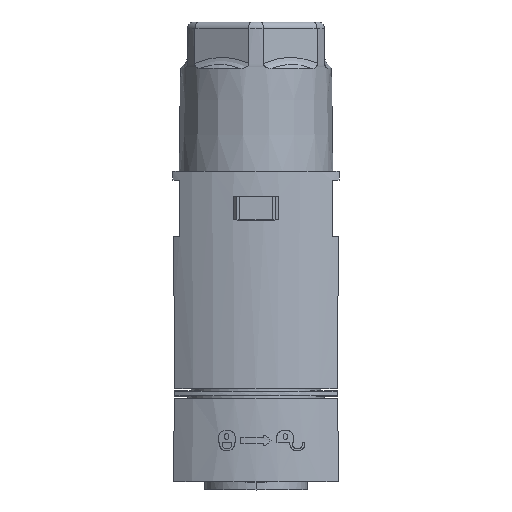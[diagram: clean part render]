
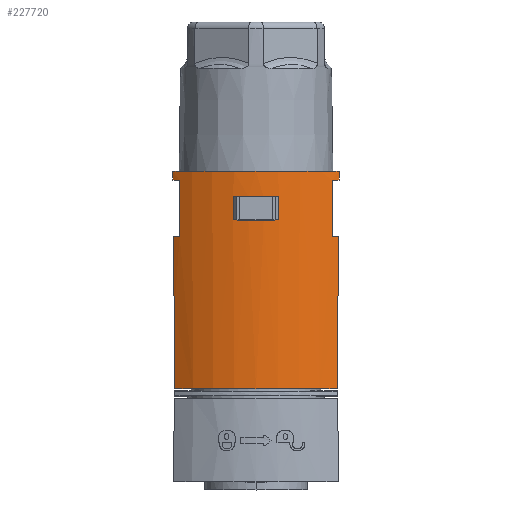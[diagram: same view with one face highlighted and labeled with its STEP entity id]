
A CAD part, front view. The second image highlights one B-rep face of the part: STEP entity #227720.
In plain terms, the highlighted cylindrical face has radius 27 mm (diameter 54 mm), a partial arc.
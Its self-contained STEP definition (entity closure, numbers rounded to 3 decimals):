
#216040=CARTESIAN_POINT('',(22.154,-0.346,
-8.1));
#216050=VERTEX_POINT('',#216040);
#226030=CARTESIAN_POINT('',(22.154,-5.8,
8.172));
#226040=VERTEX_POINT('',#226030);
#226070=CARTESIAN_POINT('',(22.154,-27.346,
-8.1));
#226080=DIRECTION('',(1.,0.,0.));
#226090=DIRECTION('',(0.,1.,
0.));
#226100=AXIS2_PLACEMENT_3D('',#226070,#226080,#226090);
#226110=CIRCLE('',#226100,27.);
#226120=EDGE_CURVE('',#216050,#226040,#226110,.T.);
#226240=CARTESIAN_POINT('',(-18.646,-27.346,
-8.1));
#226250=DIRECTION('',(-1.,0.,0.));
#226260=DIRECTION('',(0.,0.,-1.));
#226270=AXIS2_PLACEMENT_3D('',#226240,#226250,#226260);
#226280=CYLINDRICAL_SURFACE('',#226270,27.);
#226290=CARTESIAN_POINT('',(-1842.456,-27.346,
-8.1));
#226300=DIRECTION('',(0.009,0.,
1.));
#226310=DIRECTION('',(-1.,0.,
0.009));
#226320=AXIS2_PLACEMENT_3D('',#226290,#226300,#226310);
#226330=ELLIPSE('',#226320,3094.011,27.);
#226340=CARTESIAN_POINT('',(9.354,-5.716,
-24.26));
#226350=VERTEX_POINT('',#226340);
#226360=CARTESIAN_POINT('',(-20.496,-5.524,
-24.));
#226370=VERTEX_POINT('',#226360);
#226380=EDGE_CURVE('',#226350,#226370,#226330,.T.);
#226390=ORIENTED_EDGE('',*,*,#226380,.T.);
#226400=CARTESIAN_POINT('',(9.354,-27.346,
-8.1));
#226410=DIRECTION('',(1.,0.,0.));
#226420=DIRECTION('',(0.,0.801,
-0.599));
#226430=AXIS2_PLACEMENT_3D('',#226400,#226410,#226420);
#226440=CIRCLE('',#226430,27.);
#226450=CARTESIAN_POINT('',(9.354,-4.863,
-23.05));
#226460=VERTEX_POINT('',#226450);
#226470=EDGE_CURVE('',#226350,#226460,#226440,.T.);
#226480=ORIENTED_EDGE('',*,*,#226470,.F.);
#226490=CARTESIAN_POINT('',(20.354,-4.863,
-23.05));
#226500=DIRECTION('',(-1.,0.,0.));
#226510=VECTOR('',#226500,1.);
#226520=LINE('',#226490,#226510);
#226530=CARTESIAN_POINT('',(20.354,-4.863,
-23.05));
#226540=VERTEX_POINT('',#226530);
#226550=EDGE_CURVE('',#226540,#226460,#226520,.T.);
#226560=ORIENTED_EDGE('',*,*,#226550,.T.);
#226570=CARTESIAN_POINT('',(20.354,-27.346,
-8.1));
#226580=DIRECTION('',(-1.,0.,0.));
#226590=DIRECTION('',(0.,0.833,
-0.554));
#226600=AXIS2_PLACEMENT_3D('',#226570,#226580,#226590);
#226610=CIRCLE('',#226600,27.);
#226620=CARTESIAN_POINT('',(20.354,-5.788,
-24.356));
#226630=VERTEX_POINT('',#226620);
#226640=EDGE_CURVE('',#226540,#226630,#226610,.T.);
#226650=ORIENTED_EDGE('',*,*,#226640,.F.);
#226660=CARTESIAN_POINT('',(-1842.456,-27.346,
-8.1));
#226670=DIRECTION('',(0.009,0.,
1.));
#226680=DIRECTION('',(-1.,0.,
0.009));
#226690=AXIS2_PLACEMENT_3D('',#226660,#226670,#226680);
#226700=ELLIPSE('',#226690,3094.011,27.);
#226710=CARTESIAN_POINT('',(22.154,-5.8,
-24.372));
#226720=VERTEX_POINT('',#226710);
#226730=EDGE_CURVE('',#226720,#226630,#226700,.T.);
#226740=ORIENTED_EDGE('',*,*,#226730,.T.);
#226750=CARTESIAN_POINT('',(22.154,-27.346,
-8.1));
#226760=DIRECTION('',(1.,0.,0.));
#226770=DIRECTION('',(0.,0.798,
-0.603));
#226780=AXIS2_PLACEMENT_3D('',#226750,#226760,#226770);
#226790=CIRCLE('',#226780,27.);
#226800=EDGE_CURVE('',#226720,#216050,#226790,.T.);
#226810=ORIENTED_EDGE('',*,*,#226800,.F.);
#226820=ORIENTED_EDGE('',*,*,#226120,.F.);
#226830=CARTESIAN_POINT('',(-1842.456,-27.346,
-8.1));
#226840=DIRECTION('',(0.009,0.,
-1.));
#226850=DIRECTION('',(-1.,0.,
-0.009));
#226860=AXIS2_PLACEMENT_3D('',#226830,#226840,#226850);
#226870=ELLIPSE('',#226860,3094.011,27.);
#226880=CARTESIAN_POINT('',(20.354,-5.788,
8.157));
#226890=VERTEX_POINT('',#226880);
#226900=EDGE_CURVE('',#226890,#226040,#226870,.T.);
#226910=ORIENTED_EDGE('',*,*,#226900,.T.);
#226920=CARTESIAN_POINT('',(20.354,-27.346,
-8.1));
#226930=DIRECTION('',(-1.,0.,0.));
#226940=DIRECTION('',(0.,0.798,
0.602));
#226950=AXIS2_PLACEMENT_3D('',#226920,#226930,#226940);
#226960=CIRCLE('',#226950,27.);
#226970=CARTESIAN_POINT('',(20.354,-4.863,
6.85));
#226980=VERTEX_POINT('',#226970);
#226990=EDGE_CURVE('',#226890,#226980,#226960,.T.);
#227000=ORIENTED_EDGE('',*,*,#226990,.F.);
#227010=CARTESIAN_POINT('',(9.354,-4.863,
6.85));
#227020=DIRECTION('',(1.,0.,0.));
#227030=VECTOR('',#227020,1.);
#227040=LINE('',#227010,#227030);
#227050=CARTESIAN_POINT('',(9.354,-4.863,
6.85));
#227060=VERTEX_POINT('',#227050);
#227070=EDGE_CURVE('',#227060,#226980,#227040,.T.);
#227080=ORIENTED_EDGE('',*,*,#227070,.T.);
#227090=CARTESIAN_POINT('',(9.354,-27.346,
-8.1));
#227100=DIRECTION('',(1.,0.,0.));
#227110=DIRECTION('',(0.,0.833,
0.554));
#227120=AXIS2_PLACEMENT_3D('',#227090,#227100,#227110);
#227130=CIRCLE('',#227120,27.);
#227140=CARTESIAN_POINT('',(9.354,-5.716,
8.061));
#227150=VERTEX_POINT('',#227140);
#227160=EDGE_CURVE('',#227060,#227150,#227130,.T.);
#227170=ORIENTED_EDGE('',*,*,#227160,.F.);
#227180=CARTESIAN_POINT('',(-1842.456,-27.346,
-8.1));
#227190=DIRECTION('',(0.009,0.,
-1.));
#227200=DIRECTION('',(-1.,0.,
-0.009));
#227210=AXIS2_PLACEMENT_3D('',#227180,#227190,#227200);
#227220=ELLIPSE('',#227210,3094.011,27.);
#227230=CARTESIAN_POINT('',(-20.496,-5.524,
7.8));
#227240=VERTEX_POINT('',#227230);
#227250=EDGE_CURVE('',#227240,#227150,#227220,.T.);
#227260=ORIENTED_EDGE('',*,*,#227250,.T.);
#227270=CARTESIAN_POINT('',(-20.496,-27.346,
-8.1));
#227280=DIRECTION('',(-1.,0.,0.));
#227290=DIRECTION('',(0.,0.808,
0.589));
#227300=AXIS2_PLACEMENT_3D('',#227270,#227280,#227290);
#227310=CIRCLE('',#227300,27.);
#227320=EDGE_CURVE('',#227240,#226370,#227310,.T.);
#227330=ORIENTED_EDGE('',*,*,#227320,.F.);
#227340=EDGE_LOOP('',(#227330,#227260,#227170,#227080,#227000,#226910,
#226820,#226810,#226740,#226650,#226560,#226480,#226390));
#227350=FACE_OUTER_BOUND('',#227340,.T.);
#227360=CARTESIAN_POINT('',(12.58,-0.718,
-12.564));
#227370=DIRECTION('',(1.,0.,0.));
#227380=VECTOR('',#227370,1.);
#227390=LINE('',#227360,#227380);
#227400=CARTESIAN_POINT('',(12.58,-0.718,
-12.564));
#227410=VERTEX_POINT('',#227400);
#227420=CARTESIAN_POINT('',(17.127,-0.718,
-12.564));
#227430=VERTEX_POINT('',#227420);
#227440=EDGE_CURVE('',#227410,#227430,#227390,.T.);
#227450=ORIENTED_EDGE('',*,*,#227440,.T.);
#227460=CARTESIAN_POINT('',(13.045,-27.346,
-8.1));
#227470=DIRECTION('',(1.,0.017,
0.));
#227480=DIRECTION('',(0.017,-1.,
0.));
#227490=AXIS2_PLACEMENT_3D('',#227460,#227470,#227480);
#227500=ELLIPSE('',#227490,27.004,27.);
#227510=CARTESIAN_POINT('',(12.58,-0.718,
-3.635));
#227520=VERTEX_POINT('',#227510);
#227530=EDGE_CURVE('',#227410,#227520,#227500,.T.);
#227540=ORIENTED_EDGE('',*,*,#227530,.F.);
#227550=CARTESIAN_POINT('',(17.127,-0.718,
-3.635));
#227560=DIRECTION('',(-1.,0.,0.));
#227570=VECTOR('',#227560,1.);
#227580=LINE('',#227550,#227570);
#227590=CARTESIAN_POINT('',(17.127,-0.718,
-3.635));
#227600=VERTEX_POINT('',#227590);
#227610=EDGE_CURVE('',#227600,#227520,#227580,.T.);
#227620=ORIENTED_EDGE('',*,*,#227610,.T.);
#227630=CARTESIAN_POINT('',(16.662,-27.346,
-8.1));
#227640=DIRECTION('',(-1.,0.017,
0.));
#227650=DIRECTION('',(0.017,1.,
0.));
#227660=AXIS2_PLACEMENT_3D('',#227630,#227640,#227650);
#227670=ELLIPSE('',#227660,27.004,27.);
#227680=EDGE_CURVE('',#227600,#227430,#227670,.T.);
#227690=ORIENTED_EDGE('',*,*,#227680,.F.);
#227700=EDGE_LOOP('',(#227690,#227620,#227540,#227450));
#227710=FACE_BOUND('',#227700,.T.);
#227720=ADVANCED_FACE('',(#227350,#227710),#226280,.T.);
